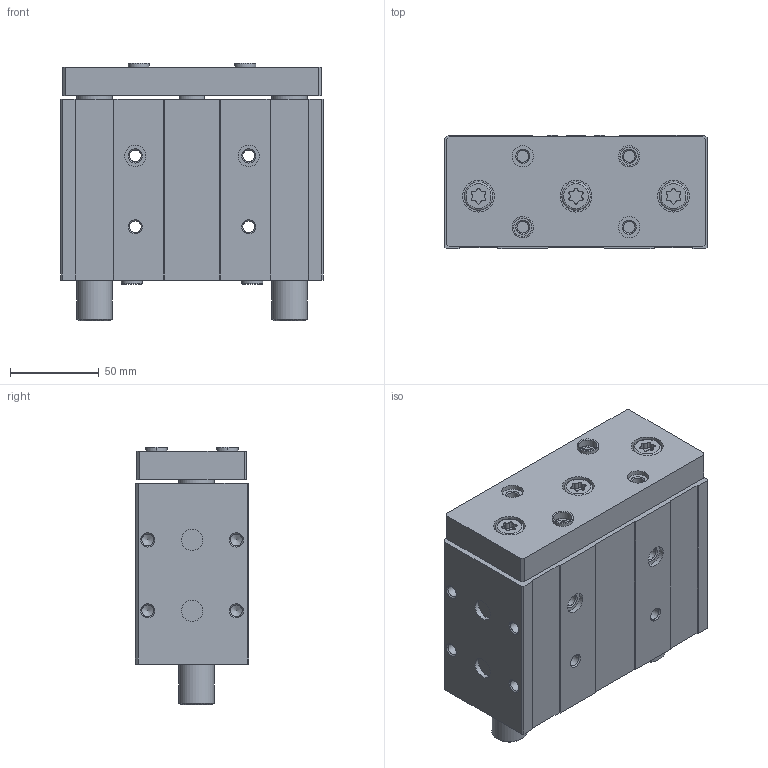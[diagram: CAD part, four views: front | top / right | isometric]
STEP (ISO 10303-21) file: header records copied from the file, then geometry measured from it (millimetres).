
FILE_DESCRIPTION(/* description */ ('STEP AP214'),/* implementation_level */ '2;1');
FILE_NAME(/* name */ '8118935_DFM-50-50-P-A-KF-F1A',/* time_stamp */ '2024-08-15T15:48:29+02:00',/* author */ ('License CC BY-ND 4.0'),/* organization */ ('CADENAS'),/* preprocessor_version */ 'ST-DEVELOPER v19.3',/* originating_system */ 'PARTsolutions',/* authorisation */ ' ');
FILE_SCHEMA (('AUTOMOTIVE_DESIGN {1 0 10303 214 3 1 1}'));
Length unit declared in the file: millimetre
Products named in the file (5): 8118935 DFM-50-50-P-A-KF-F1A---(0); 8118935 DFM-50-50-P-A-KF-F1A---(Z); 8118935 DFM-50-50-P-A-KF-F1A---(K); 8137185 ZBH-12-B; 8138508 G1/4-F1A
Assembly tree (8 placements, depth 2):
  8118935 DFM-50-50-P-A-KF-F1A---(0)
    8118935 DFM-50-50-P-A-KF-F1A---(Z)
    8118935 DFM-50-50-P-A-KF-F1A---(K)
    8137185 ZBH-12-B  x4
    8138508 G1/4-F1A  x2
Bounding box: 148 x 64.1 x 145.3 mm (x, y, z)
Volume: 975675.1 mm3; surface area: 164485.6 mm2
Topology: 8 solids, 8 shells, 324 faces, 735 edges, 473 vertices
Faces by surface type: plane 142, cylinder 125, cone 46, torus 11
Full cylindrical faces by diameter (mm): 6 x2, 6.6 x4, 6.647 x16, 10.4 x4, 11 x4, 11.445 x4, 12 x10, 12.8 x2, 13.157 x4, 16 x5, 18 x3, 20 x4, 50 x2, 51 x1
Entity records: 7436 total; most frequent: DIRECTION 1344, CARTESIAN_POINT 1242, ORIENTED_EDGE 1032, AXIS2_PLACEMENT_3D 553, EDGE_CURVE 516, FACE_BOUND 449, EDGE_LOOP 440, VERTEX_POINT 401
